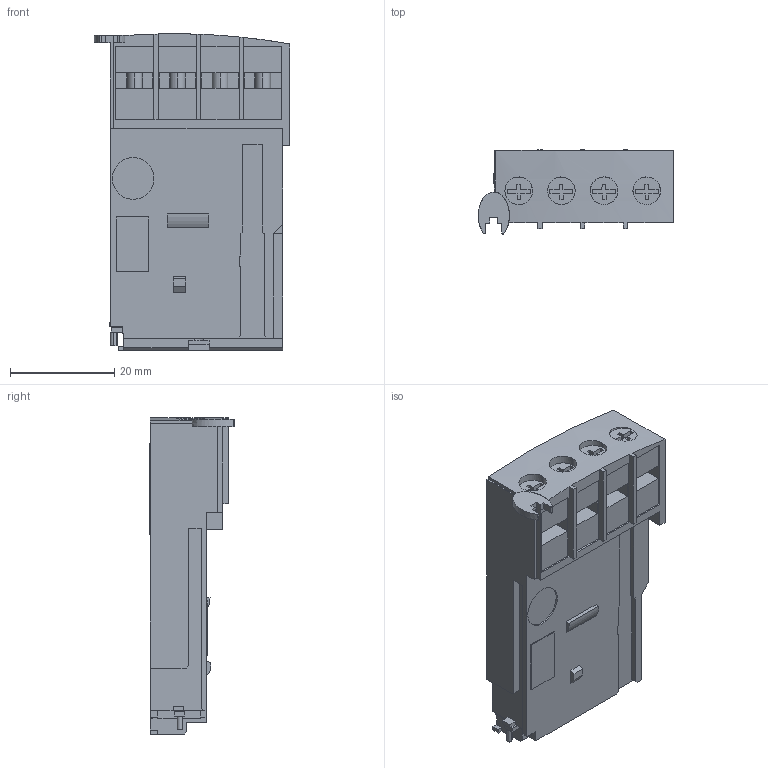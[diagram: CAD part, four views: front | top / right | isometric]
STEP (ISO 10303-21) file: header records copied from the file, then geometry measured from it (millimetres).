
FILE_DESCRIPTION((''),'2;1');
FILE_NAME('1668665888184_ASM','2022-11-17T11:48:28',('SESA540900'),('Schneider-Electric'),'CREO PARAMETRIC BY PTC INC, 2021284','CREO PARAMETRIC BY PTC INC, 2021284','');
FILE_SCHEMA(('AP242_MANAGED_MODEL_BASED_3D_ENGINEERING_MIM_LF { 1 0 10303 442 1 1 4 }'));
Length unit declared in the file: millimetre
Products named in the file (4): EMPTYNODE_1668665888211_ASM; LUA1C20; LUA1C20-3D_ASM; 1668665888184_ASM
Assembly tree (3 placements, depth 3):
  1668665888184_ASM
    EMPTYNODE_1668665888211_ASM
    LUA1C20-3D_ASM
      LUA1C20
Bounding box: 37.58 x 16.17 x 60.8 mm (x, y, z)
Volume: 21602 mm3; surface area: 8487.5 mm2
Topology: 2 solids, 2 shells, 323 faces, 882 edges, 583 vertices
Faces by surface type: plane 284, cylinder 38, extrusion 1
Entity records: 13969 total; most frequent: CARTESIAN_POINT 2023, ORIENTED_EDGE 1764, DIRECTION 1607, PRESENTATION_STYLE_ASSIGNMENT 956, STYLED_ITEM 884, CURVE_STYLE 882, EDGE_CURVE 882, VECTOR 793
